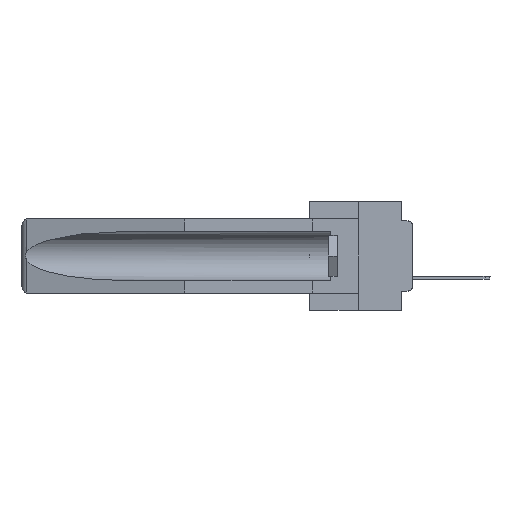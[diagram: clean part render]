
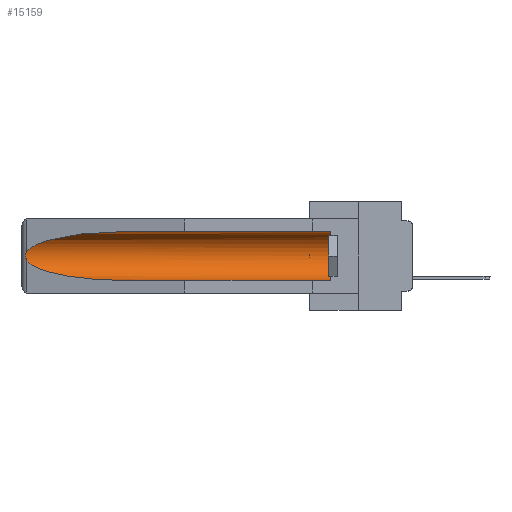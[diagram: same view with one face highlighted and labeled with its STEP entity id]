
A CAD part, left-side view. The second image highlights one B-rep face of the part: STEP entity #15159.
In plain terms, the highlighted cylindrical face has radius 2.857 mm (diameter 5.715 mm), a partial arc.
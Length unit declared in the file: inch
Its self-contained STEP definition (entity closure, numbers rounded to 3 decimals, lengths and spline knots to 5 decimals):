
#945 = DIRECTION ( 'NONE',  ( 0., 1., 0. ) ) ;
#2643 = VECTOR ( 'NONE', #23963, 39.37008 ) ;
#2845 = CARTESIAN_POINT ( 'NONE',  ( 0.155, 1.07973, -0.284 ) ) ;
#3460 = EDGE_CURVE ( 'NONE', #13699, #31099, #17496, .T. ) ;
#3715 = CARTESIAN_POINT ( 'NONE',  ( 0.26537, 1.52718, -0.14972 ) ) ;
#3854 = CARTESIAN_POINT ( 'NONE',  ( 0.155, 1.07973, -0.284 ) ) ;
#5380 = LINE ( 'NONE', #32304, #2643 ) ;
#5562 = VERTEX_POINT ( 'NONE', #15292 ) ;
#6778 = EDGE_LOOP ( 'NONE', ( #27126, #20260, #38798, #13077, #6995, #32172 ) ) ;
#6995 = ORIENTED_EDGE ( 'NONE', *, *, #3460, .T. ) ;
#8597 = AXIS2_PLACEMENT_3D ( 'NONE', #15578, #15185, #18185 ) ;
#8756 =( BOUNDED_CURVE ( )  B_SPLINE_CURVE ( 3, ( #24698, #36768, #9650, #3715 ),
 .UNSPECIFIED., .F., .F. ) 
 B_SPLINE_CURVE_WITH_KNOTS ( ( 4, 4 ),
 ( 4.71239, 6.08839 ),
 .UNSPECIFIED. ) 
 CURVE ( )  GEOMETRIC_REPRESENTATION_ITEM ( )  RATIONAL_B_SPLINE_CURVE ( ( 1., 0.848, 0.848, 1. ) ) 
 REPRESENTATION_ITEM ( '' )  );
#8989 = CARTESIAN_POINT ( 'NONE',  ( 0.26655, 1.53094, -0.18657 ) ) ;
#9185 = CARTESIAN_POINT ( 'NONE',  ( 0.2675, 1.53308, -0.16763 ) ) ;
#9570 = CARTESIAN_POINT ( 'NONE',  ( 0.25451, 1.48313, -0.24835 ) ) ;
#9650 = CARTESIAN_POINT ( 'NONE',  ( 0.25451, 1.48313, -0.09465 ) ) ;
#11374 = VERTEX_POINT ( 'NONE', #28033 ) ;
#12350 = CARTESIAN_POINT ( 'NONE',  ( 0.2673, 1.53269, -0.17917 ) ) ;
#12547 = CARTESIAN_POINT ( 'NONE',  ( 0.21114, 1.30732, -0.284 ) ) ;
#13060 = DIRECTION ( 'NONE',  ( 0., 0., 1. ) ) ;
#13077 = ORIENTED_EDGE ( 'NONE', *, *, #30912, .F. ) ;
#13143 = CARTESIAN_POINT ( 'NONE',  ( 0.155, 1.07973, -0.059 ) ) ;
#13699 = VERTEX_POINT ( 'NONE', #16879 ) ;
#15141 = CARTESIAN_POINT ( 'NONE',  ( 0.26597, 1.52961, -0.15275 ) ) ;
#15159 = ADVANCED_FACE ( 'NONE', ( #16047 ), #32406, .F. ) ;
#15185 = DIRECTION ( 'NONE',  ( 0., -1., 0. ) ) ;
#15292 = CARTESIAN_POINT ( 'NONE',  ( 0.26537, 1.52718, -0.19328 ) ) ;
#15530 = CARTESIAN_POINT ( 'NONE',  ( 0.26537, 1.52718, -0.14972 ) ) ;
#15578 = CARTESIAN_POINT ( 'NONE',  ( 0.155, 0.126, -0.1715 ) ) ;
#16047 = FACE_OUTER_BOUND ( 'NONE', #6778, .T. ) ;
#16099 = EDGE_CURVE ( 'NONE', #31099, #19357, #5380, .T. ) ;
#16468 = VECTOR ( 'NONE', #34074, 39.37008 ) ;
#16879 = CARTESIAN_POINT ( 'NONE',  ( 0.155, 0.126, -0.284 ) ) ;
#17496 = CIRCLE ( 'NONE', #8597, 0.1125 ) ;
#18185 = DIRECTION ( 'NONE',  ( 0., 0., 1. ) ) ;
#18334 = CARTESIAN_POINT ( 'NONE',  ( 0.2675, 1.53308, -0.17534 ) ) ;
#18683 = LINE ( 'NONE', #30534, #16468 ) ;
#19357 = VERTEX_POINT ( 'NONE', #13143 ) ;
#20260 = ORIENTED_EDGE ( 'NONE', *, *, #20994, .T. ) ;
#20359 = CARTESIAN_POINT ( 'NONE',  ( 0.155, -0.30754, -0.1715 ) ) ;
#20994 = EDGE_CURVE ( 'NONE', #11374, #5562, #36562, .T. ) ;
#22617 = CARTESIAN_POINT ( 'NONE',  ( 0.155, 0.126, -0.059 ) ) ;
#23963 = DIRECTION ( 'NONE',  ( 0., 1., 0. ) ) ;
#24698 = CARTESIAN_POINT ( 'NONE',  ( 0.155, 1.07973, -0.059 ) ) ;
#27126 = ORIENTED_EDGE ( 'NONE', *, *, #34007, .T. ) ;
#27604 = CARTESIAN_POINT ( 'NONE',  ( 0.26537, 1.52718, -0.19328 ) ) ;
#28033 = CARTESIAN_POINT ( 'NONE',  ( 0.26537, 1.52718, -0.14972 ) ) ;
#28538 = VERTEX_POINT ( 'NONE', #3854 ) ;
#30183 = CARTESIAN_POINT ( 'NONE',  ( 0.26537, 1.52718, -0.19328 ) ) ;
#30374 = CARTESIAN_POINT ( 'NONE',  ( 0.26654, 1.53092, -0.15636 ) ) ;
#30534 = CARTESIAN_POINT ( 'NONE',  ( 0.155, -0.30754, -0.284 ) ) ;
#30912 = EDGE_CURVE ( 'NONE', #13699, #28538, #18683, .T. ) ;
#31099 = VERTEX_POINT ( 'NONE', #22617 ) ;
#32172 = ORIENTED_EDGE ( 'NONE', *, *, #16099, .T. ) ;
#32304 = CARTESIAN_POINT ( 'NONE',  ( 0.155, -0.30754, -0.059 ) ) ;
#32406 = CYLINDRICAL_SURFACE ( 'NONE', #38000, 0.1125 ) ;
#33136 = CARTESIAN_POINT ( 'NONE',  ( 0.26597, 1.5296, -0.19026 ) ) ;
#33336 = CARTESIAN_POINT ( 'NONE',  ( 0.2673, 1.5327, -0.16383 ) ) ;
#34007 = EDGE_CURVE ( 'NONE', #19357, #11374, #8756, .T. ) ;
#34074 = DIRECTION ( 'NONE',  ( 0., 1., 0. ) ) ;
#36430 = EDGE_CURVE ( 'NONE', #5562, #28538, #37325, .T. ) ;
#36562 = B_SPLINE_CURVE_WITH_KNOTS ( 'NONE', 3,
 ( #15530, #15141, #30374, #33336, #9185, #18334, #12350, #8989, #33136, #27604 ),
 .UNSPECIFIED., .F., .F.,
 ( 4, 2, 2, 2, 4 ),
 ( 0., 0.00029, 0.00058, 0.00087, 0.00117 ),
 .UNSPECIFIED. ) ;
#36768 = CARTESIAN_POINT ( 'NONE',  ( 0.21114, 1.30732, -0.059 ) ) ;
#37325 =( BOUNDED_CURVE ( )  B_SPLINE_CURVE ( 3, ( #30183, #9570, #12547, #2845 ),
 .UNSPECIFIED., .F., .F. ) 
 B_SPLINE_CURVE_WITH_KNOTS ( ( 4, 4 ),
 ( 0.1948, 1.5708 ),
 .UNSPECIFIED. ) 
 CURVE ( )  GEOMETRIC_REPRESENTATION_ITEM ( )  RATIONAL_B_SPLINE_CURVE ( ( 1., 0.848, 0.848, 1. ) ) 
 REPRESENTATION_ITEM ( '' )  );
#38000 = AXIS2_PLACEMENT_3D ( 'NONE', #20359, #945, #13060 ) ;
#38798 = ORIENTED_EDGE ( 'NONE', *, *, #36430, .T. ) ;
